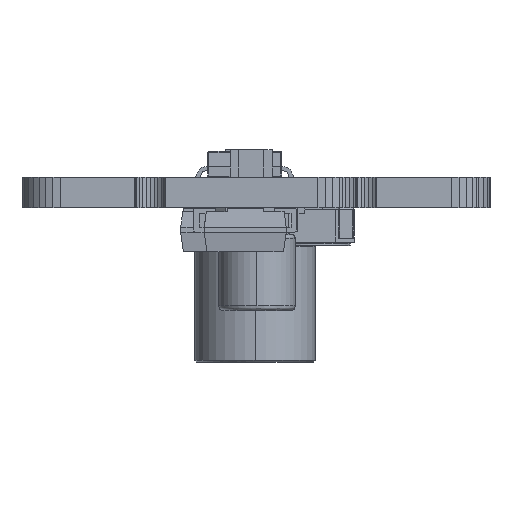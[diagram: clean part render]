
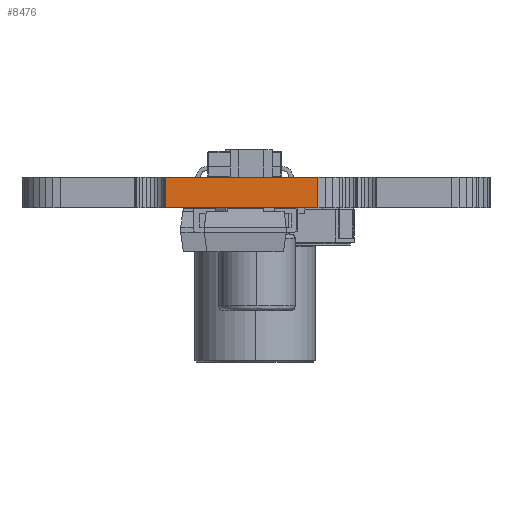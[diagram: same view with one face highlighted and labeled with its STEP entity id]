
A CAD part, left-side view. The second image highlights one B-rep face of the part: STEP entity #8476.
In plain terms, the highlighted planar face has unit normal (-1, 0, 0).
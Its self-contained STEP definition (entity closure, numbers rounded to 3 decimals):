
#99 = PLANE('',#100);
#100 = AXIS2_PLACEMENT_3D('',#101,#102,#103);
#101 = CARTESIAN_POINT('',(-2.009,-15.498,0.));
#102 = DIRECTION('',(0.997,0.078,0.));
#103 = DIRECTION('',(0.078,-0.997,0.));
#127 = PLANE('',#128);
#128 = AXIS2_PLACEMENT_3D('',#129,#130,#131);
#129 = CARTESIAN_POINT('',(-1.978,-15.893,1.6));
#130 = DIRECTION('',(0.,0.,-1.));
#131 = DIRECTION('',(-1.,0.,0.));
#181 = PLANE('',#182);
#182 = AXIS2_PLACEMENT_3D('',#183,#184,#185);
#183 = CARTESIAN_POINT('',(-1.978,-15.893,0.));
#184 = DIRECTION('',(0.,0.,-1.));
#185 = DIRECTION('',(-1.,0.,0.));
#8368 = PLANE('',#8369);
#8369 = AXIS2_PLACEMENT_3D('',#8370,#8371,#8372);
#8370 = CARTESIAN_POINT('',(-1.993,-7.5,0.));
#8371 = DIRECTION('',(-0.471,-0.882,0.));
#8372 = DIRECTION('',(-0.882,0.471,0.));
#8406 = VERTEX_POINT('',#8407);
#8407 = CARTESIAN_POINT('',(-2.007,-7.493,1.6));
#8428 = EDGE_CURVE('',#8429,#8406,#8431,.T.);
#8429 = VERTEX_POINT('',#8430);
#8430 = CARTESIAN_POINT('',(-2.007,-7.493,0.));
#8431 = SURFACE_CURVE('',#8432,(#8436,#8443),.PCURVE_S1.);
#8432 = LINE('',#8433,#8434);
#8433 = CARTESIAN_POINT('',(-2.007,-7.493,0.));
#8434 = VECTOR('',#8435,1.);
#8435 = DIRECTION('',(0.,0.,1.));
#8436 = PCURVE('',#8368,#8437);
#8437 = DEFINITIONAL_REPRESENTATION('',(#8438),#8442);
#8438 = LINE('',#8439,#8440);
#8439 = CARTESIAN_POINT('',(0.016,0.));
#8440 = VECTOR('',#8441,1.);
#8441 = DIRECTION('',(0.,-1.));
#8442 = ( GEOMETRIC_REPRESENTATION_CONTEXT(2) 
PARAMETRIC_REPRESENTATION_CONTEXT() REPRESENTATION_CONTEXT('2D SPACE',''
  ) );
#8443 = PCURVE('',#8444,#8449);
#8444 = PLANE('',#8445);
#8445 = AXIS2_PLACEMENT_3D('',#8446,#8447,#8448);
#8446 = CARTESIAN_POINT('',(-2.007,-7.493,0.));
#8447 = DIRECTION('',(1.,0.,0.));
#8448 = DIRECTION('',(0.,-1.,0.));
#8449 = DEFINITIONAL_REPRESENTATION('',(#8450),#8454);
#8450 = LINE('',#8451,#8452);
#8451 = CARTESIAN_POINT('',(0.,0.));
#8452 = VECTOR('',#8453,1.);
#8453 = DIRECTION('',(0.,-1.));
#8454 = ( GEOMETRIC_REPRESENTATION_CONTEXT(2) 
PARAMETRIC_REPRESENTATION_CONTEXT() REPRESENTATION_CONTEXT('2D SPACE',''
  ) );
#8476 = ADVANCED_FACE('',(#8477),#8444,.F.);
#8477 = FACE_BOUND('',#8478,.F.);
#8478 = EDGE_LOOP('',(#8479,#8480,#8503,#8526));
#8479 = ORIENTED_EDGE('',*,*,#8428,.T.);
#8480 = ORIENTED_EDGE('',*,*,#8481,.T.);
#8481 = EDGE_CURVE('',#8406,#8482,#8484,.T.);
#8482 = VERTEX_POINT('',#8483);
#8483 = CARTESIAN_POINT('',(-2.009,-15.498,1.6));
#8484 = SURFACE_CURVE('',#8485,(#8489,#8496),.PCURVE_S1.);
#8485 = LINE('',#8486,#8487);
#8486 = CARTESIAN_POINT('',(-2.007,-7.493,1.6));
#8487 = VECTOR('',#8488,1.);
#8488 = DIRECTION('',(0.,-1.,0.));
#8489 = PCURVE('',#8444,#8490);
#8490 = DEFINITIONAL_REPRESENTATION('',(#8491),#8495);
#8491 = LINE('',#8492,#8493);
#8492 = CARTESIAN_POINT('',(0.,-1.6));
#8493 = VECTOR('',#8494,1.);
#8494 = DIRECTION('',(1.,0.));
#8495 = ( GEOMETRIC_REPRESENTATION_CONTEXT(2) 
PARAMETRIC_REPRESENTATION_CONTEXT() REPRESENTATION_CONTEXT('2D SPACE',''
  ) );
#8496 = PCURVE('',#127,#8497);
#8497 = DEFINITIONAL_REPRESENTATION('',(#8498),#8502);
#8498 = LINE('',#8499,#8500);
#8499 = CARTESIAN_POINT('',(0.029,8.401));
#8500 = VECTOR('',#8501,1.);
#8501 = DIRECTION('',(0.,-1.));
#8502 = ( GEOMETRIC_REPRESENTATION_CONTEXT(2) 
PARAMETRIC_REPRESENTATION_CONTEXT() REPRESENTATION_CONTEXT('2D SPACE',''
  ) );
#8503 = ORIENTED_EDGE('',*,*,#8504,.F.);
#8504 = EDGE_CURVE('',#8505,#8482,#8507,.T.);
#8505 = VERTEX_POINT('',#8506);
#8506 = CARTESIAN_POINT('',(-2.009,-15.498,0.));
#8507 = SURFACE_CURVE('',#8508,(#8512,#8519),.PCURVE_S1.);
#8508 = LINE('',#8509,#8510);
#8509 = CARTESIAN_POINT('',(-2.009,-15.498,0.));
#8510 = VECTOR('',#8511,1.);
#8511 = DIRECTION('',(0.,0.,1.));
#8512 = PCURVE('',#8444,#8513);
#8513 = DEFINITIONAL_REPRESENTATION('',(#8514),#8518);
#8514 = LINE('',#8515,#8516);
#8515 = CARTESIAN_POINT('',(8.005,0.));
#8516 = VECTOR('',#8517,1.);
#8517 = DIRECTION('',(0.,-1.));
#8518 = ( GEOMETRIC_REPRESENTATION_CONTEXT(2) 
PARAMETRIC_REPRESENTATION_CONTEXT() REPRESENTATION_CONTEXT('2D SPACE',''
  ) );
#8519 = PCURVE('',#99,#8520);
#8520 = DEFINITIONAL_REPRESENTATION('',(#8521),#8525);
#8521 = LINE('',#8522,#8523);
#8522 = CARTESIAN_POINT('',(0.,0.));
#8523 = VECTOR('',#8524,1.);
#8524 = DIRECTION('',(0.,-1.));
#8525 = ( GEOMETRIC_REPRESENTATION_CONTEXT(2) 
PARAMETRIC_REPRESENTATION_CONTEXT() REPRESENTATION_CONTEXT('2D SPACE',''
  ) );
#8526 = ORIENTED_EDGE('',*,*,#8527,.F.);
#8527 = EDGE_CURVE('',#8429,#8505,#8528,.T.);
#8528 = SURFACE_CURVE('',#8529,(#8533,#8540),.PCURVE_S1.);
#8529 = LINE('',#8530,#8531);
#8530 = CARTESIAN_POINT('',(-2.007,-7.493,0.));
#8531 = VECTOR('',#8532,1.);
#8532 = DIRECTION('',(0.,-1.,0.));
#8533 = PCURVE('',#8444,#8534);
#8534 = DEFINITIONAL_REPRESENTATION('',(#8535),#8539);
#8535 = LINE('',#8536,#8537);
#8536 = CARTESIAN_POINT('',(0.,0.));
#8537 = VECTOR('',#8538,1.);
#8538 = DIRECTION('',(1.,0.));
#8539 = ( GEOMETRIC_REPRESENTATION_CONTEXT(2) 
PARAMETRIC_REPRESENTATION_CONTEXT() REPRESENTATION_CONTEXT('2D SPACE',''
  ) );
#8540 = PCURVE('',#181,#8541);
#8541 = DEFINITIONAL_REPRESENTATION('',(#8542),#8546);
#8542 = LINE('',#8543,#8544);
#8543 = CARTESIAN_POINT('',(0.029,8.401));
#8544 = VECTOR('',#8545,1.);
#8545 = DIRECTION('',(0.,-1.));
#8546 = ( GEOMETRIC_REPRESENTATION_CONTEXT(2) 
PARAMETRIC_REPRESENTATION_CONTEXT() REPRESENTATION_CONTEXT('2D SPACE',''
  ) );
